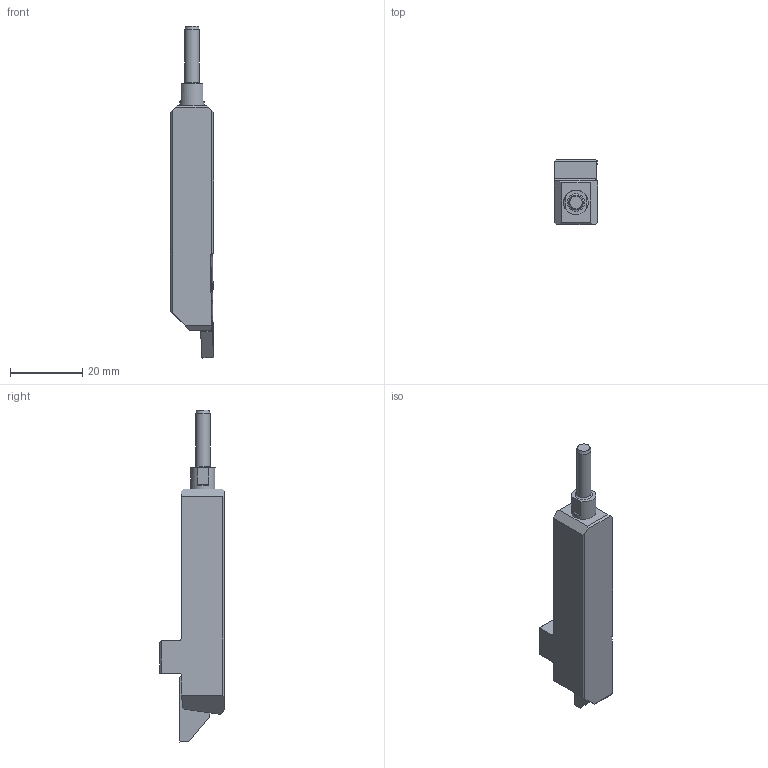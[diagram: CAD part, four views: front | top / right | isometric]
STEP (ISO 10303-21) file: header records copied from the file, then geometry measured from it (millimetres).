
FILE_DESCRIPTION(/* description */ (''),/* implementation_level */ '2;1');
FILE_NAME(/* name */ '1689068507930.stp',/* time_stamp */ '2023-07-11T15:11:56+06:00',/* author */ (''),/* organization */ ('SMS'),/* preprocessor_version */ 'ST-DEVELOPER v16.7',/* originating_system */ 'SIEMENS PLM Software NX 12.0',/* authorisation */ '');
FILE_SCHEMA (('AUTOMOTIVE_DESIGN { 1 0 10303 214 3 1 1 1 }'));
Length unit declared in the file: millimetre
Products named in the file (4): ASSEMBLY_CONSTRUCTION; CUT; 204776425mod000_00; 204776427mod000_00
Assembly tree (3 placements, depth 2):
  204776427mod000_00
    204776425mod000_00
    CUT
    ASSEMBLY_CONSTRUCTION
Bounding box: 12 x 18 x 92.08 mm (x, y, z)
Volume: 9724.3 mm3; surface area: 4272.4 mm2
Topology: 2 solids, 2 shells, 54 faces, 137 edges, 97 vertices
Faces by surface type: plane 41, cylinder 9, cone 3, torus 1
Full cylindrical faces by diameter (mm): 4 x1, 4.9 x2, 6.8 x1
Entity records: 1845 total; most frequent: CARTESIAN_POINT 386, DIRECTION 273, ORIENTED_EDGE 254, EDGE_CURVE 127, LINE 103, VECTOR 103, VERTEX_POINT 88, AXIS2_PLACEMENT_3D 85
